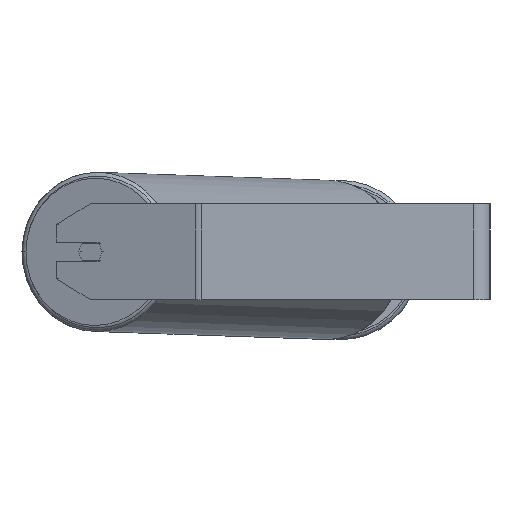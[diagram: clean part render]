
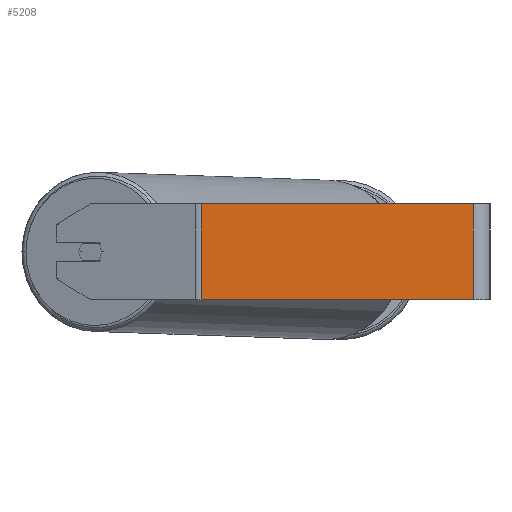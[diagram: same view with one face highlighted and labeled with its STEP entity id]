
A CAD part, left-side view. The second image highlights one B-rep face of the part: STEP entity #5208.
In plain terms, the highlighted planar face has unit normal (-1, 0, 0).
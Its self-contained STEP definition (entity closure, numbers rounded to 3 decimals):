
#180 = EDGE_CURVE ( 'NONE', #8329, #7805, #8187, .T. ) ;
#285 = ORIENTED_EDGE ( 'NONE', *, *, #180, .T. ) ;
#369 = EDGE_CURVE ( 'NONE', #7486, #8329, #3839, .T. ) ;
#765 = DIRECTION ( 'NONE',  ( 0., 0., -1. ) ) ;
#895 = CARTESIAN_POINT ( 'NONE',  ( -900., 243.696, 40. ) ) ;
#1469 = AXIS2_PLACEMENT_3D ( 'NONE', #1482, #6226, #765 ) ;
#1482 = CARTESIAN_POINT ( 'NONE',  ( -900., 243.696, 40. ) ) ;
#1621 = EDGE_LOOP ( 'NONE', ( #285, #4978, #3098, #3598 ) ) ;
#1677 = CARTESIAN_POINT ( 'NONE',  ( -900., 14., 40. ) ) ;
#2893 = CARTESIAN_POINT ( 'NONE',  ( -900., 243.696, -40. ) ) ;
#3098 = ORIENTED_EDGE ( 'NONE', *, *, #3516, .F. ) ;
#3512 = CARTESIAN_POINT ( 'NONE',  ( -900., 241.227, 40. ) ) ;
#3516 = EDGE_CURVE ( 'NONE', #7486, #4408, #8208, .T. ) ;
#3598 = ORIENTED_EDGE ( 'NONE', *, *, #369, .T. ) ;
#3839 = LINE ( 'NONE', #5098, #6214 ) ;
#4221 = PLANE ( 'NONE',  #1469 ) ;
#4408 = VERTEX_POINT ( 'NONE', #5945 ) ;
#4438 = DIRECTION ( 'NONE',  ( 0., 0., -1. ) ) ;
#4849 = CARTESIAN_POINT ( 'NONE',  ( -900., 241.227, -40. ) ) ;
#4978 = ORIENTED_EDGE ( 'NONE', *, *, #8731, .F. ) ;
#5098 = CARTESIAN_POINT ( 'NONE',  ( -900., 241.227, 40. ) ) ;
#5208 = ADVANCED_FACE ( 'NONE', ( #5554 ), #4221, .F. ) ;
#5554 = FACE_OUTER_BOUND ( 'NONE', #1621, .T. ) ;
#5686 = CARTESIAN_POINT ( 'NONE',  ( -900., 14., -40. ) ) ;
#5709 = DIRECTION ( 'NONE',  ( 0., -1., 0. ) ) ;
#5724 = LINE ( 'NONE', #1677, #7868 ) ;
#5945 = CARTESIAN_POINT ( 'NONE',  ( -900., 14., 40. ) ) ;
#6214 = VECTOR ( 'NONE', #7765, 1000. ) ;
#6226 = DIRECTION ( 'NONE',  ( 1., 0., 0. ) ) ;
#6356 = VECTOR ( 'NONE', #5709, 1000. ) ;
#7486 = VERTEX_POINT ( 'NONE', #3512 ) ;
#7698 = DIRECTION ( 'NONE',  ( 0., -1., 0. ) ) ;
#7765 = DIRECTION ( 'NONE',  ( 0., 0., -1. ) ) ;
#7805 = VERTEX_POINT ( 'NONE', #5686 ) ;
#7820 = VECTOR ( 'NONE', #7698, 1000. ) ;
#7868 = VECTOR ( 'NONE', #4438, 1000. ) ;
#8187 = LINE ( 'NONE', #2893, #6356 ) ;
#8208 = LINE ( 'NONE', #895, #7820 ) ;
#8329 = VERTEX_POINT ( 'NONE', #4849 ) ;
#8731 = EDGE_CURVE ( 'NONE', #4408, #7805, #5724, .T. ) ;
